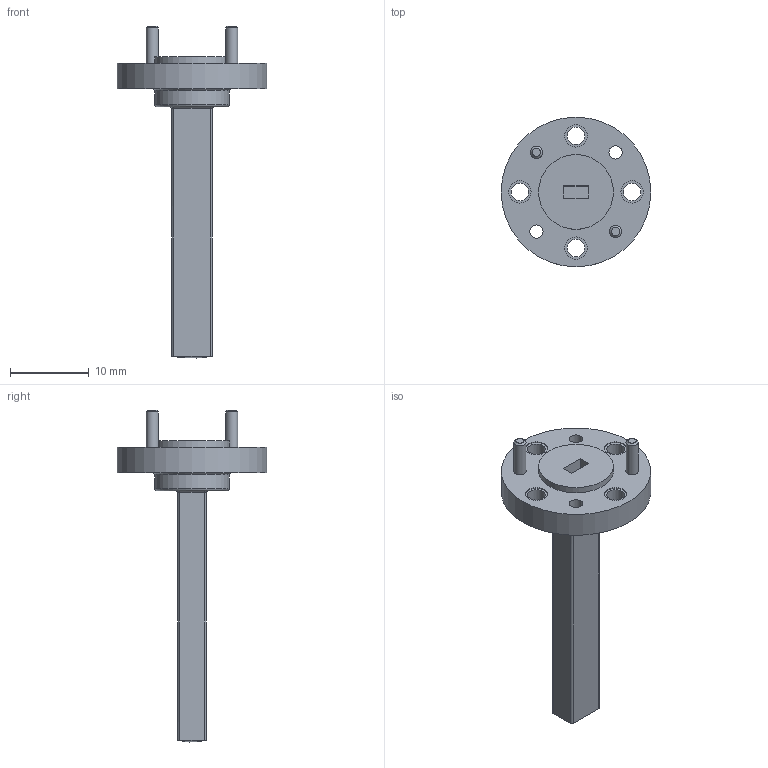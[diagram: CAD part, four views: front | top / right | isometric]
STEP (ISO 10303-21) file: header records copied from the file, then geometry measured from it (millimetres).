
FILE_DESCRIPTION (( 'STEP AP203' ), '1' );
FILE_NAME ('PE-W12TR1001_3D.step', '2022-01-20T17:47:57', ( '' ), ( '' ), 'SwSTEP 2.0', 'SolidWorks 2021', '' );
FILE_SCHEMA (( 'CONFIG_CONTROL_DESIGN' ));
Length unit declared in the file: inch
Products named in the file (1): PE-W12TR1001_3D
Bounding box: 19.05 x 19.05 x 42.27 mm (x, y, z)
Volume: 1501.8 mm3; surface area: 1866.1 mm2
Topology: 1 solids, 1 shells, 59 faces, 122 edges, 79 vertices
Faces by surface type: cylinder 27, plane 23, torus 6, cone 2, bspline 1
Full cylindrical faces by diameter (mm): 1.562 x2, 1.702 x2, 2.261 x4, 2.845 x8, 9.525 x2, 19.05 x1
Entity records: 1577 total; most frequent: CARTESIAN_POINT 303, DIRECTION 262, ORIENTED_EDGE 188, AXIS2_PLACEMENT_3D 117, EDGE_LOOP 108, EDGE_CURVE 94, FACE_OUTER_BOUND 80, VERTEX_POINT 74
